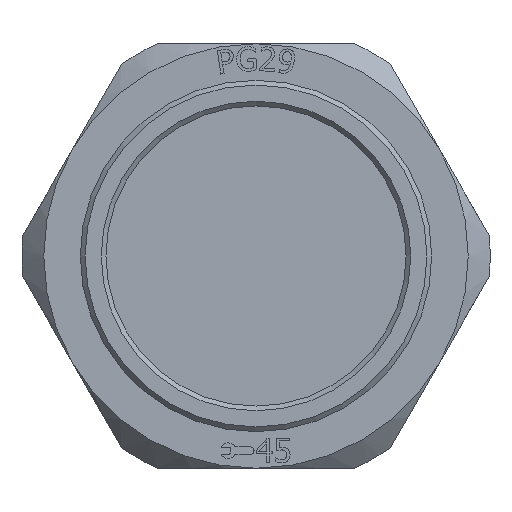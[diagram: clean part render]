
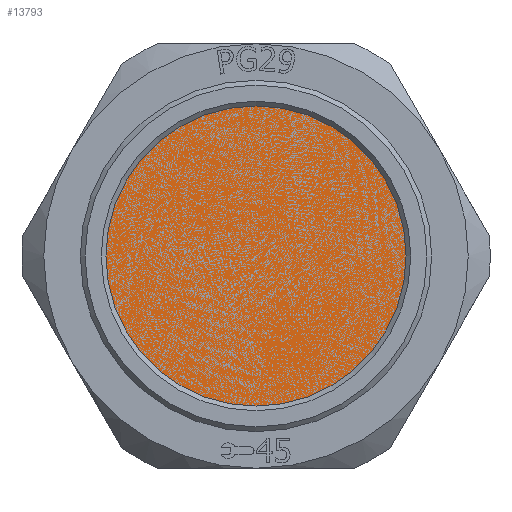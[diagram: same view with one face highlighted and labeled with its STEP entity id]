
A CAD part, front view. The second image highlights one B-rep face of the part: STEP entity #13793.
In plain terms, the highlighted planar face has unit normal (0, -1, 0).
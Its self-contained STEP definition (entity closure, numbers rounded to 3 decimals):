
#4333=FACE_OUTER_BOUND('',#4998,.T.);
#4998=EDGE_LOOP('',(#13004));
#5357=CIRCLE('',#14643,18.5);
#6820=VERTEX_POINT('',#30467);
#8882=EDGE_CURVE('',#6820,#6820,#5357,.T.);
#13004=ORIENTED_EDGE('',*,*,#8882,.T.);
#13159=PLANE('',#14642);
#13793=ADVANCED_FACE('',(#4333),#13159,.T.);
#14642=AXIS2_PLACEMENT_3D('',#30466,#17116,#17117);
#14643=AXIS2_PLACEMENT_3D('',#30468,#17118,#17119);
#17116=DIRECTION('center_axis',(0.,-1.,0.));
#17117=DIRECTION('ref_axis',(0.,0.,-1.));
#17118=DIRECTION('center_axis',(0.,-1.,0.));
#17119=DIRECTION('ref_axis',(0.,0.,1.));
#30466=CARTESIAN_POINT('Origin',(-10.289,-8.888,0.));
#30467=CARTESIAN_POINT('',(-10.289,-8.888,-18.5));
#30468=CARTESIAN_POINT('Origin',(-10.289,-8.888,0.));
